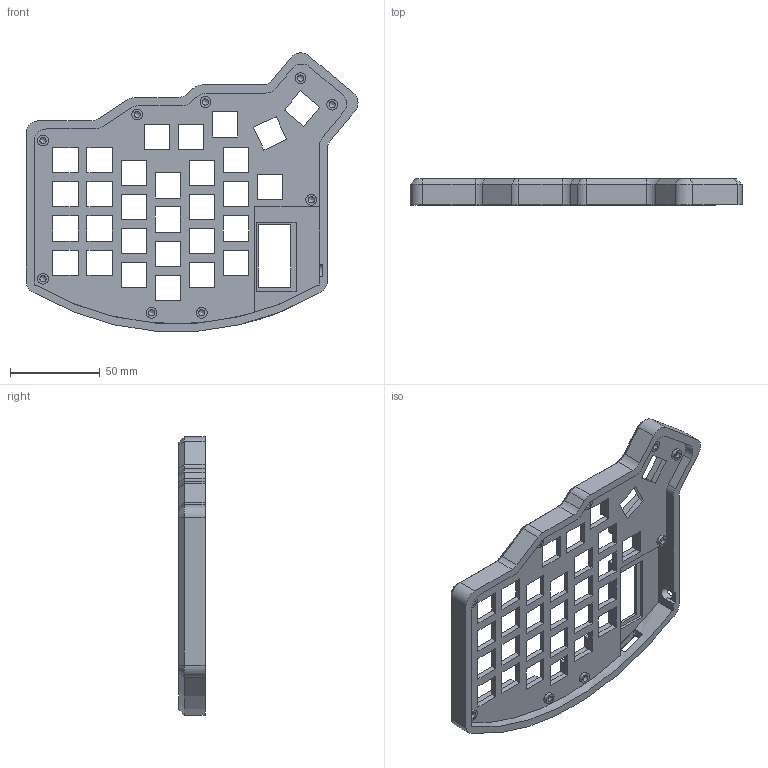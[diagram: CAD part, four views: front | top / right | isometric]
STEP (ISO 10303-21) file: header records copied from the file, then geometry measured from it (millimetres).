
FILE_DESCRIPTION(/* description */ (''),/* implementation_level */ '2;1');
FILE_NAME(/* name */ 'TopCase.step',/* time_stamp */ '2024-06-18T21:45:26+02:00',/* author */ (''),/* organization */ (''),/* preprocessor_version */ 'ST-DEVELOPER v20',/* originating_system */ 'Autodesk Translation Framework v12.14.0.127',/* authorisation */ '');
FILE_SCHEMA (('AUTOMOTIVE_DESIGN { 1 0 10303 214 3 1 1 }'));
Length unit declared in the file: millimetre
Products named in the file (1): almostFinalTopFrame
Bounding box: 185.04 x 14.6 x 155.13 mm (x, y, z)
Volume: 103260.6 mm3; surface area: 51477.9 mm2
Topology: 1 solids, 1 shells, 283 faces, 775 edges, 506 vertices
Faces by surface type: plane 217, cylinder 45, cone 21
Full cylindrical faces by diameter (mm): 3.5 x9, 6 x9, 7 x1
Entity records: 9013 total; most frequent: CARTESIAN_POINT 1636, ORIENTED_EDGE 1532, DIRECTION 1424, EDGE_CURVE 766, LINE 656, VECTOR 656, VERTEX_POINT 506, AXIS2_PLACEMENT_3D 384
